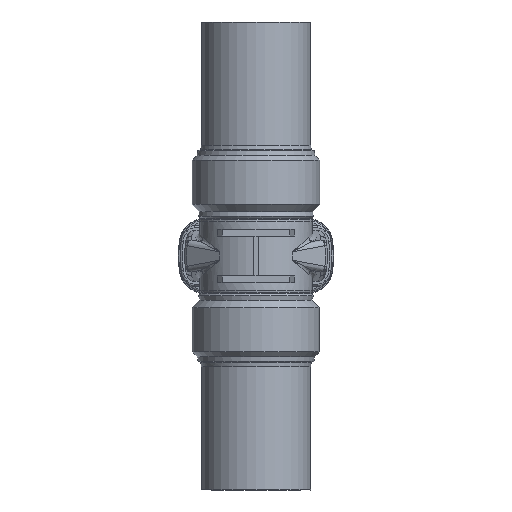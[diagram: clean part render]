
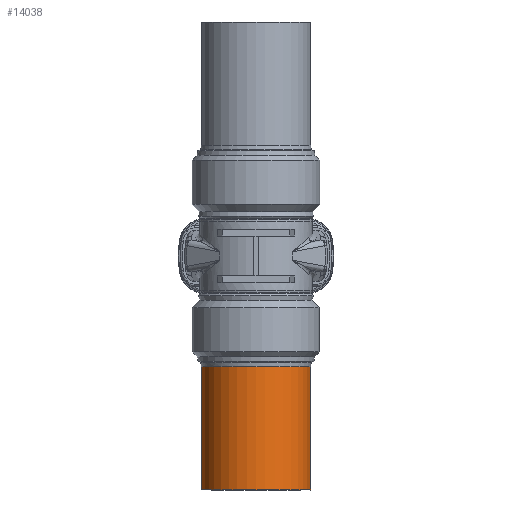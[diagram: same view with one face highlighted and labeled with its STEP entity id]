
A CAD part, front view. The second image highlights one B-rep face of the part: STEP entity #14038.
In plain terms, the highlighted cylindrical face has radius 157.5 mm (diameter 315 mm), a full revolution.
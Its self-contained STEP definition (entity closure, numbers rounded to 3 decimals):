
#115 = ORIENTED_EDGE ( 'NONE', *, *, #9658, .T. ) ;
#126 = ORIENTED_EDGE ( 'NONE', *, *, #9656, .F. ) ;
#949 = CARTESIAN_POINT ( 'NONE',  ( 0., 0., -320. ) ) ;
#950 = DIRECTION ( 'NONE',  ( 0., 0., 1. ) ) ;
#951 = DIRECTION ( 'NONE',  ( 1., 0., 0. ) ) ;
#955 = CARTESIAN_POINT ( 'NONE',  ( 0., 0., -675. ) ) ;
#956 = DIRECTION ( 'NONE',  ( 0., 0., 1. ) ) ;
#957 = DIRECTION ( 'NONE',  ( 1., 0., 0. ) ) ;
#4164 = CARTESIAN_POINT ( 'NONE',  ( 157.5, 0., -320. ) ) ;
#4202 = CARTESIAN_POINT ( 'NONE',  ( 157.5, 0., -675. ) ) ;
#5565 = FACE_OUTER_BOUND ( 'NONE', #7996, .T. ) ;
#5568 = FACE_OUTER_BOUND ( 'NONE', #8106, .T. ) ;
#5570 = CYLINDRICAL_SURFACE ( 'NONE', #13925, 157.5 ) ;
#6153 = VERTEX_POINT ( 'NONE', #4164 ) ;
#6154 = VERTEX_POINT ( 'NONE', #4202 ) ;
#7903 = DIRECTION ( 'NONE',  ( 1., 0., 0. ) ) ;
#7904 = CARTESIAN_POINT ( 'NONE',  ( 0., 0., 0. ) ) ;
#7905 = DIRECTION ( 'NONE',  ( 0., 0., 1. ) ) ;
#7996 = EDGE_LOOP ( 'NONE', ( #115 ) ) ;
#8106 = EDGE_LOOP ( 'NONE', ( #126 ) ) ;
#9656 = EDGE_CURVE ( 'NONE', #6153, #6153, #12437, .T. ) ;
#9658 = EDGE_CURVE ( 'NONE', #6154, #6154, #12436, .T. ) ;
#12436 = CIRCLE ( 'NONE', #13742, 157.5 ) ;
#12437 = CIRCLE ( 'NONE', #13741, 157.5 ) ;
#13741 = AXIS2_PLACEMENT_3D ( 'NONE', #949, #950, #951 ) ;
#13742 = AXIS2_PLACEMENT_3D ( 'NONE', #955, #956, #957 ) ;
#13925 = AXIS2_PLACEMENT_3D ( 'NONE', #7904, #7905, #7903 ) ;
#14038 = ADVANCED_FACE ( 'NONE', ( #5565, #5568 ), #5570, .T. ) ;
